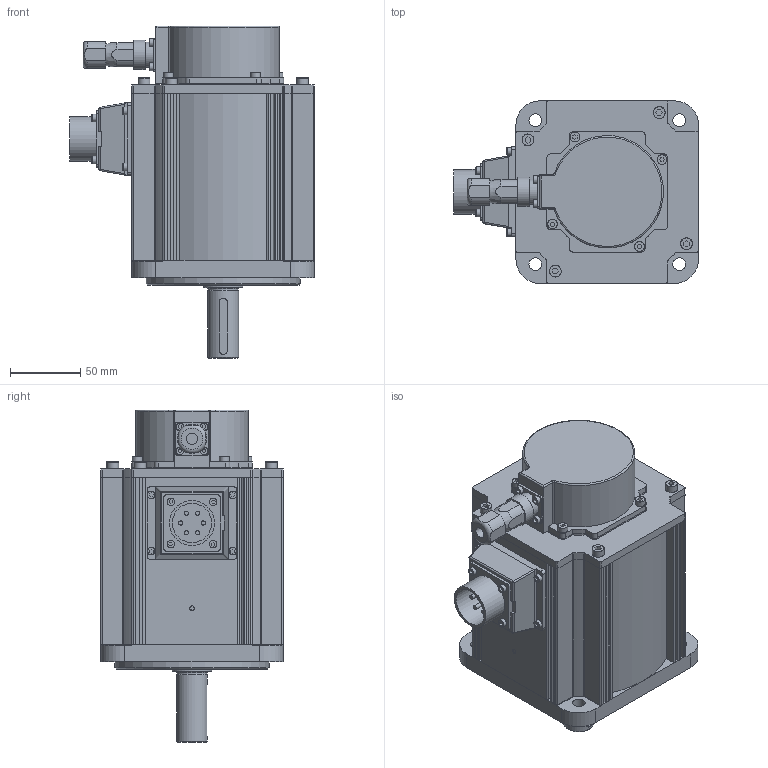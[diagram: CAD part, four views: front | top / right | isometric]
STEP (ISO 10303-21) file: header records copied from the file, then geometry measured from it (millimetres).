
FILE_DESCRIPTION (( 'STEP AP203' ), '1' );
FILE_NAME ('MS5-130-TL07220BZ-1.5KW-抱闸 - 光编.STEP', '2019-12-13T05:14:20', ( '微软用户' ), ( '微软中国' ), 'SwSTEP 2.0', 'SolidWorks 2016', '' );
FILE_SCHEMA (( 'CONFIG_CONTROL_DESIGN' ));
Length unit declared in the file: millimetre
Products named in the file (1): MS5-130-TL07220BZ-1.5KW-惕掅 - 嫖晤
Bounding box: 174.5 x 130 x 236.5 mm (x, y, z)
Surface area: 175537.3 mm2 (no closed solid volume)
Topology: 0 solids, 41 shells, 601 faces, 1717 edges, 1177 vertices
Faces by surface type: plane 365, cylinder 198, torus 29, cone 5, sphere 4
Full cylindrical faces by diameter (mm): 3 x6, 5 x1, 5.5 x12, 7 x4, 8 x1, 8.5 x4, 9 x4, 11 x4, 18.2 x1, 21 x1, 21.4 x1, 22 x1, 28 x2, 32 x1, 110 x1
Entity records: 19063 total; most frequent: CARTESIAN_POINT 3674, DIRECTION 3275, ORIENTED_EDGE 2677, EDGE_CURVE 1610, VERTEX_POINT 1146, VECTOR 1109, LINE 1109, AXIS2_PLACEMENT_3D 1083
